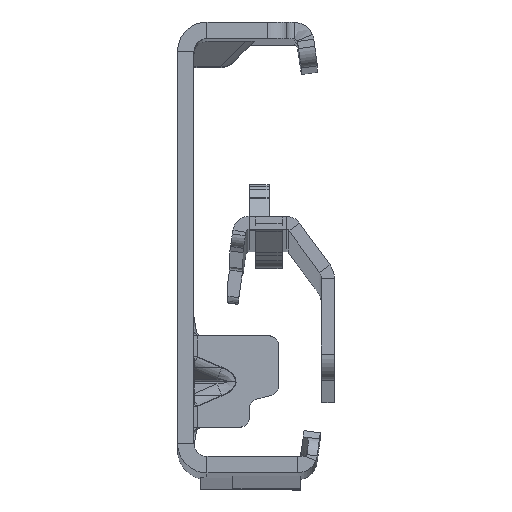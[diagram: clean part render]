
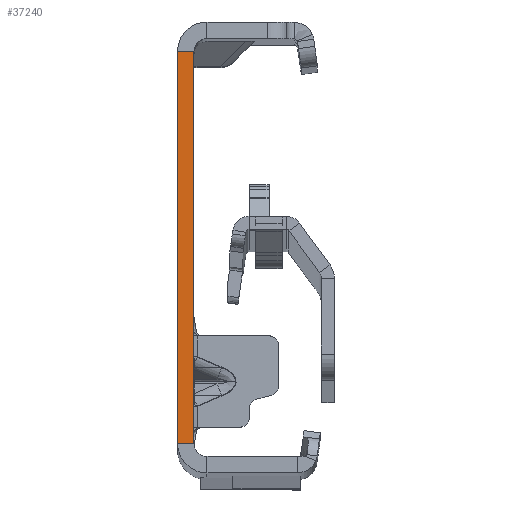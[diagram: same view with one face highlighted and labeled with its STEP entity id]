
A CAD part, top view. The second image highlights one B-rep face of the part: STEP entity #37240.
In plain terms, the highlighted planar face has unit normal (0, 0, 1).
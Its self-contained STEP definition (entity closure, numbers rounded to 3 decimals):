
#1832 = CARTESIAN_POINT ( 'NONE',  ( -2.5, -30., 0. ) ) ;
#2588 = PLANE ( 'NONE',  #19168 ) ;
#3125 = LINE ( 'NONE', #36896, #14221 ) ;
#3533 = DIRECTION ( 'NONE',  ( 1., 0., 0. ) ) ;
#3750 = ORIENTED_EDGE ( 'NONE', *, *, #27519, .F. ) ;
#4120 = VERTEX_POINT ( 'NONE', #40232 ) ;
#4242 = CARTESIAN_POINT ( 'NONE',  ( -2.5, -32., 0. ) ) ;
#5256 = LINE ( 'NONE', #4242, #23405 ) ;
#6108 = LINE ( 'NONE', #32636, #35130 ) ;
#8010 = ORIENTED_EDGE ( 'NONE', *, *, #11915, .T. ) ;
#11915 = EDGE_CURVE ( 'NONE', #47521, #41442, #20979, .T. ) ;
#14221 = VECTOR ( 'NONE', #29209, 1000. ) ;
#16696 = VERTEX_POINT ( 'NONE', #1832 ) ;
#16776 = CARTESIAN_POINT ( 'NONE',  ( 0., 30., 0. ) ) ;
#17715 = CARTESIAN_POINT ( 'NONE',  ( -2.5, -32., 0. ) ) ;
#19168 = AXIS2_PLACEMENT_3D ( 'NONE', #17715, #32850, #3533 ) ;
#20392 = DIRECTION ( 'NONE',  ( 0., -1., 0. ) ) ;
#20851 = EDGE_CURVE ( 'NONE', #41442, #16696, #5256, .T. ) ;
#20979 = LINE ( 'NONE', #16776, #26954 ) ;
#21230 = DIRECTION ( 'NONE',  ( 0., -1., 0. ) ) ;
#21445 = FACE_OUTER_BOUND ( 'NONE', #24414, .T. ) ;
#23405 = VECTOR ( 'NONE', #20392, 1000. ) ;
#24414 = EDGE_LOOP ( 'NONE', ( #38811, #8010, #45017, #3750 ) ) ;
#26954 = VECTOR ( 'NONE', #43089, 1000. ) ;
#27519 = EDGE_CURVE ( 'NONE', #4120, #16696, #3125, .T. ) ;
#29209 = DIRECTION ( 'NONE',  ( -1., 0., 0. ) ) ;
#31537 = CARTESIAN_POINT ( 'NONE',  ( -2.5, 30., 0. ) ) ;
#32636 = CARTESIAN_POINT ( 'NONE',  ( 0., -32., 0. ) ) ;
#32850 = DIRECTION ( 'NONE',  ( 0., 0., 1. ) ) ;
#35130 = VECTOR ( 'NONE', #21230, 1000. ) ;
#36896 = CARTESIAN_POINT ( 'NONE',  ( 0., -30., 0. ) ) ;
#37240 = ADVANCED_FACE ( 'NONE', ( #21445 ), #2588, .T. ) ;
#38811 = ORIENTED_EDGE ( 'NONE', *, *, #38968, .F. ) ;
#38968 = EDGE_CURVE ( 'NONE', #47521, #4120, #6108, .T. ) ;
#40232 = CARTESIAN_POINT ( 'NONE',  ( 0., -30., 0. ) ) ;
#41442 = VERTEX_POINT ( 'NONE', #31537 ) ;
#43053 = CARTESIAN_POINT ( 'NONE',  ( 0., 30., 0. ) ) ;
#43089 = DIRECTION ( 'NONE',  ( -1., 0., 0. ) ) ;
#45017 = ORIENTED_EDGE ( 'NONE', *, *, #20851, .T. ) ;
#47521 = VERTEX_POINT ( 'NONE', #43053 ) ;
